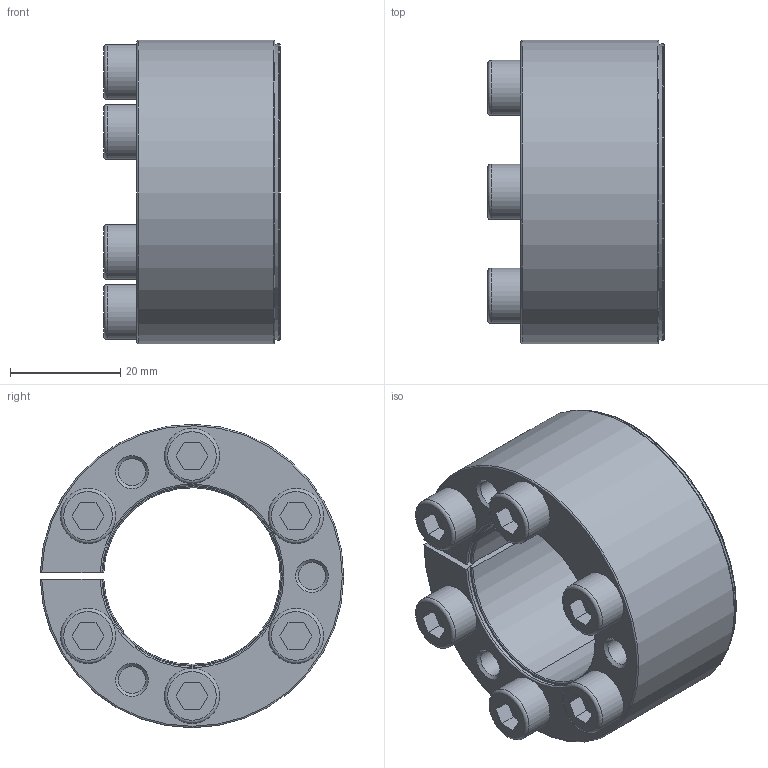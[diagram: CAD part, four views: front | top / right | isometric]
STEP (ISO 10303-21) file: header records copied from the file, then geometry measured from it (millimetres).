
FILE_DESCRIPTION(/* description */ ('Alibre Inc.'),/* implementation_level */ '2;1');
FILE_NAME(/* name */ 'export-299234CA-FAF2-4711-98BB-42A7F8DBA1E1',/* time_stamp */ '2023-08-11T14:39:58+02:00',/* author */ (''),/* organization */ (''),/* preprocessor_version */ 'ST-DEVELOPER v17',/* originating_system */ 'Alibre',/* authorisation */ '');
FILE_SCHEMA (('AUTOMOTIVE_DESIGN'));
Length unit declared in the file: millimetre
Products named in the file (4): Screw DIN 912-M6-24(4.773)_black; BK061032055_threaded; BK061032055_nothread; BK061032055
Bounding box: 32 x 54.99 x 55 mm (x, y, z)
Volume: 33948.6 mm3; surface area: 25070.7 mm2
Topology: 8 solids, 8 shells, 179 faces, 436 edges, 285 vertices
Faces by surface type: plane 70, cone 38, torus 36, cylinder 35
Full cylindrical faces by diameter (mm): 4.917 x9, 6 x6, 6.3 x6, 10 x6
Entity records: 2925 total; most frequent: CARTESIAN_POINT 542, ORIENTED_EDGE 492, DIRECTION 448, EDGE_CURVE 246, AXIS2_PLACEMENT_3D 203, VERTEX_POINT 160, EDGE_LOOP 126, FACE_BOUND 126
